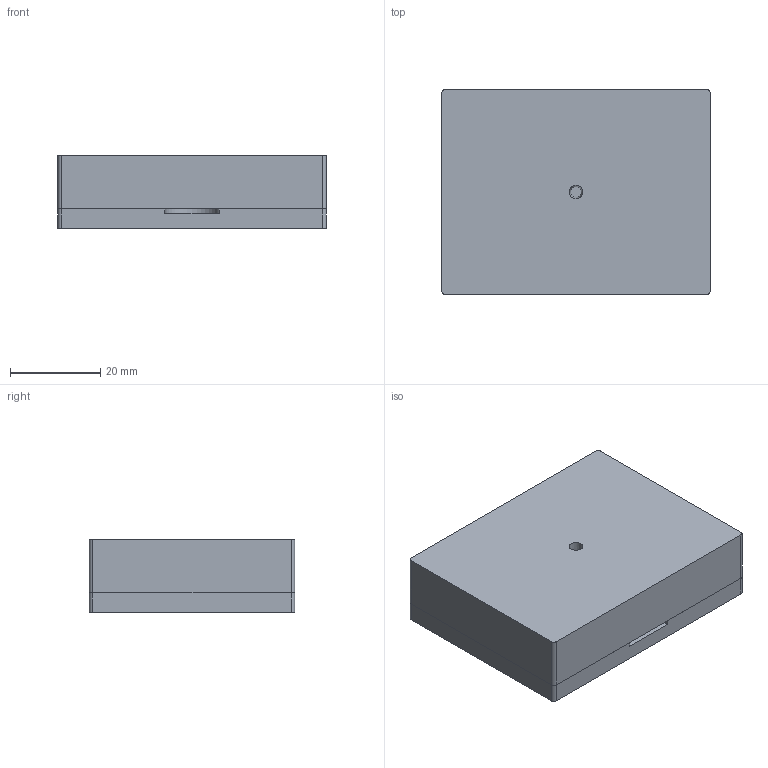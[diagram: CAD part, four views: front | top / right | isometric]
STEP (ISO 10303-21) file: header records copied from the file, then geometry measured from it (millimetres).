
FILE_DESCRIPTION(/* description */ (''),/* implementation_level */ '2;1');
FILE_NAME(/* name */ 'DSA_u1.step',/* time_stamp */ '2022-07-07T14:26:22+09:00',/* author */ (''),/* organization */ (''),/* preprocessor_version */ 'ST-DEVELOPER v19',/* originating_system */ 'Autodesk Translation Framework v11.7.0.108',/* authorisation */ '');
FILE_SCHEMA (('AUTOMOTIVE_DESIGN { 1 0 10303 214 3 1 1 }'));
Length unit declared in the file: millimetre
Products named in the file (3): DSA_u1; innerMoldBottom; innerMoldTop
Assembly tree (2 placements, depth 2):
  DSA_u1
    innerMoldBottom
    innerMoldTop
Bounding box: 59.6 x 45.6 x 16.1 mm (x, y, z)
Volume: 40050.9 mm3; surface area: 19101.3 mm2
Topology: 3 solids, 3 shells, 558 faces, 1631 edges, 1100 vertices
Faces by surface type: plane 279, bspline 223, cylinder 32, cone 15, sphere 9
Full cylindrical faces by diameter (mm): 2.5 x8, 5.4 x4
Entity records: 28755 total; most frequent: CARTESIAN_POINT 15587, ORIENTED_EDGE 3244, DIRECTION 1787, EDGE_CURVE 1622, VERTEX_POINT 1100, LINE 941, VECTOR 941, EDGE_LOOP 614
